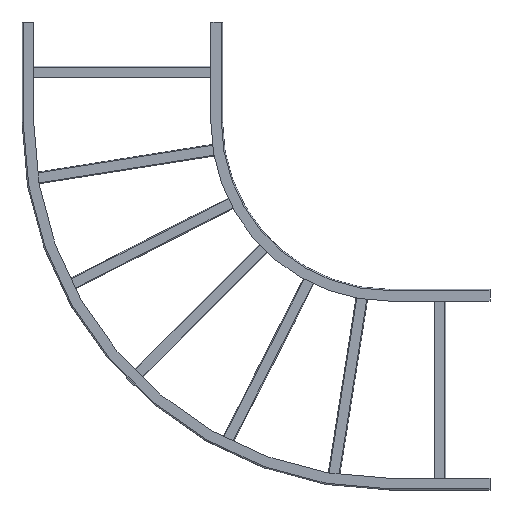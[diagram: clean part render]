
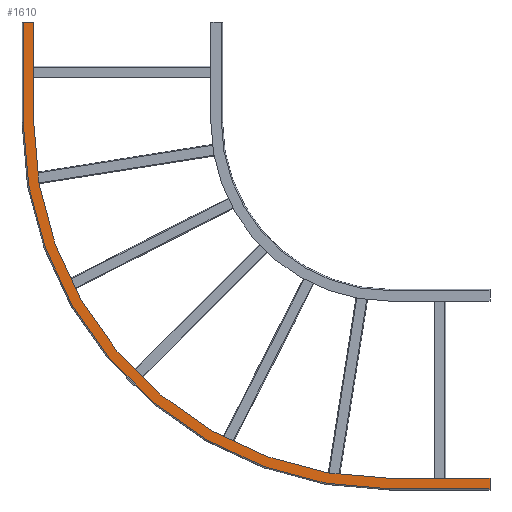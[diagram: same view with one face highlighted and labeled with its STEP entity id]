
A CAD part, front view. The second image highlights one B-rep face of the part: STEP entity #1610.
In plain terms, the highlighted planar face has unit normal (0, -1, 0).
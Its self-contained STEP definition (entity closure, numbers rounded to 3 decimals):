
#162=DIRECTION('',(0.,0.,-1.));
#163=VECTOR('',#162,31.5);
#164=CARTESIAN_POINT('',(1400.,0.,-1365.));
#165=LINE('',#164,#163);
#326=CARTESIAN_POINT('',(1100.,0.,-300.));
#327=DIRECTION('',(0.,-1.,0.));
#328=DIRECTION('',(-1.,0.,0.));
#329=AXIS2_PLACEMENT_3D('',#326,#327,#328);
#331=DIRECTION('',(-1.,0.,0.));
#332=VECTOR('',#331,31.5);
#333=CARTESIAN_POINT('',(35.,0.,0.));
#334=LINE('',#333,#332);
#335=CARTESIAN_POINT('',(1100.,0.,-300.));
#336=DIRECTION('',(0.,1.,0.));
#337=DIRECTION('',(0.,0.,-1.));
#338=AXIS2_PLACEMENT_3D('',#335,#336,#337);
#340=DIRECTION('',(-1.,0.,0.));
#341=VECTOR('',#340,300.);
#342=CARTESIAN_POINT('',(1400.,0.,-1365.));
#343=LINE('',#342,#341);
#359=DIRECTION('',(0.,0.,1.));
#360=VECTOR('',#359,300.);
#361=CARTESIAN_POINT('',(3.5,0.,-300.));
#362=LINE('',#361,#360);
#367=DIRECTION('',(-1.,0.,0.));
#368=VECTOR('',#367,300.);
#369=CARTESIAN_POINT('',(1400.,0.,-1396.5));
#370=LINE('',#369,#368);
#379=DIRECTION('',(0.,0.,-1.));
#380=VECTOR('',#379,300.);
#381=CARTESIAN_POINT('',(35.,0.,0.));
#382=LINE('',#381,#380);
#1141=CARTESIAN_POINT('',(1400.,0.,-1396.5));
#1143=VERTEX_POINT('',#1141);
#1164=CARTESIAN_POINT('',(3.5,0.,0.));
#1166=VERTEX_POINT('',#1164);
#1197=CARTESIAN_POINT('',(3.5,0.,-300.));
#1199=VERTEX_POINT('',#1197);
#1202=CARTESIAN_POINT('',(1100.,0.,-1396.5));
#1204=VERTEX_POINT('',#1202);
#1226=CARTESIAN_POINT('',(35.,0.,-300.));
#1228=VERTEX_POINT('',#1226);
#1229=CARTESIAN_POINT('',(1100.,0.,-1365.));
#1230=VERTEX_POINT('',#1229);
#1233=CARTESIAN_POINT('',(35.,0.,0.));
#1234=VERTEX_POINT('',#1233);
#1235=CARTESIAN_POINT('',(1400.,0.,-1365.));
#1236=VERTEX_POINT('',#1235);
#1589=CARTESIAN_POINT('',(35.,0.,-300.));
#1590=DIRECTION('',(0.,-1.,0.));
#1591=DIRECTION('',(1.,0.,0.));
#1592=AXIS2_PLACEMENT_3D('',#1589,#1590,#1591);
#1593=PLANE('',#1592);
#1595=ORIENTED_EDGE('',*,*,#1594,.F.);
#1597=ORIENTED_EDGE('',*,*,#1596,.T.);
#1598=ORIENTED_EDGE('',*,*,#1466,.F.);
#1600=ORIENTED_EDGE('',*,*,#1599,.T.);
#1602=ORIENTED_EDGE('',*,*,#1601,.F.);
#1604=ORIENTED_EDGE('',*,*,#1603,.F.);
#1605=ORIENTED_EDGE('',*,*,#1523,.T.);
#1607=ORIENTED_EDGE('',*,*,#1606,.T.);
#1608=EDGE_LOOP('',(#1595,#1597,#1598,#1600,#1602,#1604,#1605,#1607));
#1609=FACE_OUTER_BOUND('',#1608,.F.);
#1610=ADVANCED_FACE('',(#1609),#1593,.T.);
#330=CIRCLE('',#329,1096.5);
#339=CIRCLE('',#338,1065.);
#1466=EDGE_CURVE('',#1234,#1166,#334,.T.);
#1523=EDGE_CURVE('',#1236,#1143,#165,.T.);
#1594=EDGE_CURVE('',#1199,#1204,#330,.T.);
#1596=EDGE_CURVE('',#1199,#1166,#362,.T.);
#1599=EDGE_CURVE('',#1234,#1228,#382,.T.);
#1601=EDGE_CURVE('',#1230,#1228,#339,.T.);
#1603=EDGE_CURVE('',#1236,#1230,#343,.T.);
#1606=EDGE_CURVE('',#1143,#1204,#370,.T.);
